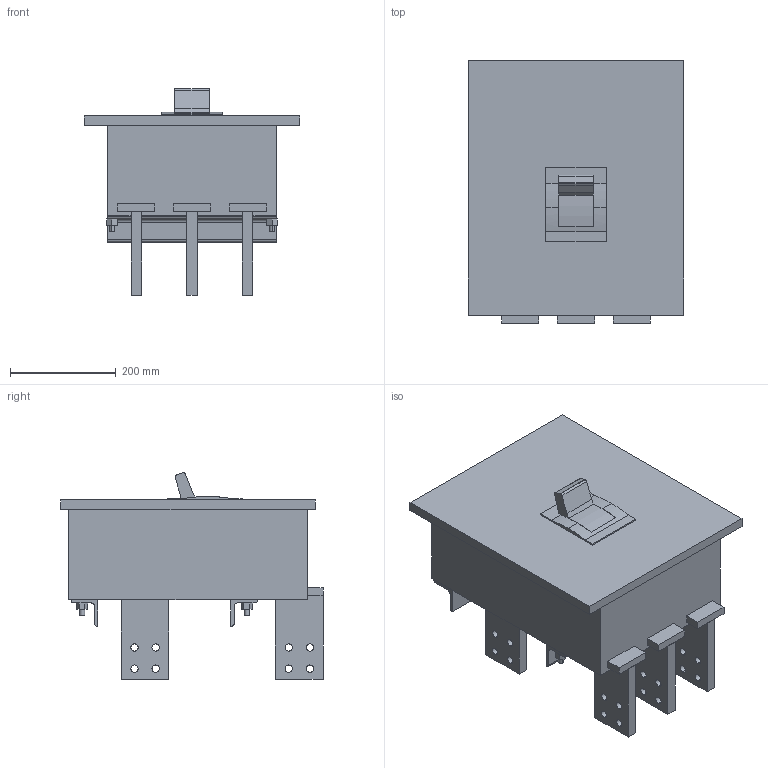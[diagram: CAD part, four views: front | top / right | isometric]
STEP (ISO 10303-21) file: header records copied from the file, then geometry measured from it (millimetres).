
FILE_DESCRIPTION(('CoCreate Modeling STEP Export'),'2;1');
FILE_NAME('ＸＳ２５００ＮＥ３Ｐ.stp','2016-03-31T11:27:49',(''),(''),'CoCreate Modeling STEP processor for AP214 (Solid Model)','CoCreate Modeling 17.0 01-Apr-2010 (C) Parametric Technology GmbH','');
FILE_SCHEMA(('AUTOMOTIVE_DESIGN { 1 0 10303 214 1 1 1 1 }'));
Length unit declared in the file: millimetre
Products named in the file (18): p3; p3.1; p3.2; p6; p6.2; p6.1; p1; p2; p2.1; p5.2; p5.1; p5; p4.1; p4; p4.3; p5.3; p4.2; ＸＳ２５００ＮＥ３Ｐ
Assembly tree (17 placements, depth 2):
  ＸＳ２５００ＮＥ３Ｐ
    p4.2
    p5.3
    p4.3
    p4
    p4.1
    p5
    p5.1
    p5.2
    p2.1
    p2
    p1
    p6.1
    p6.2
    p6
    p3.2
    p3.1
    p3
Bounding box: 406 x 495 x 389.83 mm (x, y, z)
Volume: 30257565.5 mm3; surface area: 1088861.9 mm2
Topology: 17 solids, 17 shells, 240 faces, 598 edges, 398 vertices
Faces by surface type: plane 147, cylinder 93
Entity records: 7998 total; most frequent: ORIENTED_EDGE 1196, CARTESIAN_POINT 1115, DIRECTION 1034, EDGE_CURVE 598, VECTOR 400, LINE 400, VERTEX_POINT 398, AXIS2_PLACEMENT_3D 317
